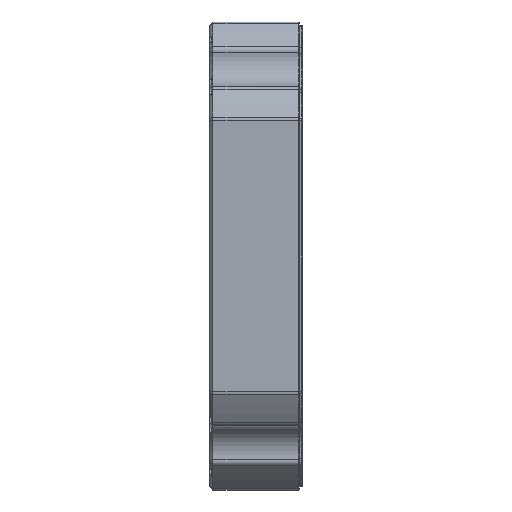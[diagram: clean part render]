
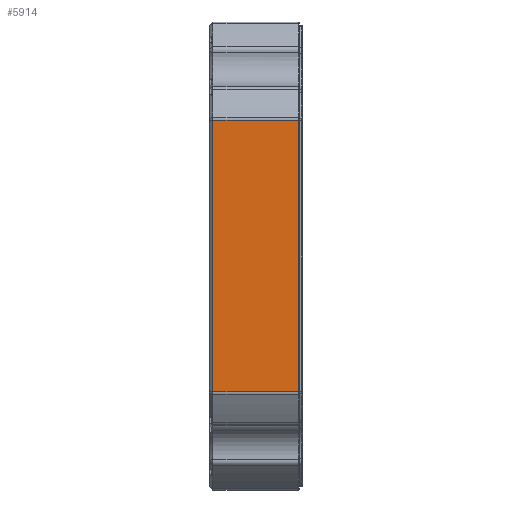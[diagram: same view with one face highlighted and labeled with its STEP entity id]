
A CAD part, left-side view. The second image highlights one B-rep face of the part: STEP entity #5914.
In plain terms, the highlighted planar face has unit normal (-1, 0, 0).
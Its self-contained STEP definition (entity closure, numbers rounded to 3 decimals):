
#835 = ORIENTED_EDGE ( 'NONE', *, *, #12366, .T. ) ;
#838 = ORIENTED_EDGE ( 'NONE', *, *, #12299, .T. ) ;
#846 = ORIENTED_EDGE ( 'NONE', *, *, #12350, .T. ) ;
#858 = ORIENTED_EDGE ( 'NONE', *, *, #12404, .T. ) ;
#2625 = CARTESIAN_POINT ( 'NONE',  ( -86.995, 12.95, 44.63 ) ) ;
#2630 = CARTESIAN_POINT ( 'NONE',  ( -86.995, 41., -44.63 ) ) ;
#2754 = CARTESIAN_POINT ( 'NONE',  ( -86.995, 41., 44.63 ) ) ;
#2780 = CARTESIAN_POINT ( 'NONE',  ( -86.995, 12.95, -44.63 ) ) ;
#2970 = LINE ( 'NONE', #2982, #4571 ) ;
#2971 = DIRECTION ( 'NONE',  ( 0., 0., 1. ) ) ;
#2982 = CARTESIAN_POINT ( 'NONE',  ( -86.995, 12.95, 44.63 ) ) ;
#3011 = LINE ( 'NONE', #3017, #4602 ) ;
#3017 = CARTESIAN_POINT ( 'NONE',  ( -86.995, 41., -44.63 ) ) ;
#3039 = DIRECTION ( 'NONE',  ( 0., 0., -1. ) ) ;
#3223 = LINE ( 'NONE', #3267, #4617 ) ;
#3225 = DIRECTION ( 'NONE',  ( 0., 1., 0. ) ) ;
#3267 = CARTESIAN_POINT ( 'NONE',  ( -86.995, 42., 44.63 ) ) ;
#3709 = LINE ( 'NONE', #3763, #4495 ) ;
#3732 = DIRECTION ( 'NONE',  ( 0., -1., 0. ) ) ;
#3763 = CARTESIAN_POINT ( 'NONE',  ( -86.995, 12.7, -44.63 ) ) ;
#4495 = VECTOR ( 'NONE', #3732, 1000. ) ;
#4571 = VECTOR ( 'NONE', #2971, 1000. ) ;
#4602 = VECTOR ( 'NONE', #3039, 1000. ) ;
#4617 = VECTOR ( 'NONE', #3225, 1000. ) ;
#5914 = ADVANCED_FACE ( 'NONE', ( #8629 ), #8616, .F. ) ;
#8616 = PLANE ( 'NONE',  #13609 ) ;
#8629 = FACE_OUTER_BOUND ( 'NONE', #19577, .T. ) ;
#8634 = CARTESIAN_POINT ( 'NONE',  ( -86.995, 42., -78.003 ) ) ;
#8645 = DIRECTION ( 'NONE',  ( 1., 0., 0. ) ) ;
#8653 = DIRECTION ( 'NONE',  ( 0., 0., -1. ) ) ;
#12299 = EDGE_CURVE ( 'NONE', #15726, #15820, #3709, .T. ) ;
#12350 = EDGE_CURVE ( 'NONE', #15820, #15668, #2970, .T. ) ;
#12366 = EDGE_CURVE ( 'NONE', #15792, #15726, #3011, .T. ) ;
#12404 = EDGE_CURVE ( 'NONE', #15668, #15792, #3223, .T. ) ;
#13609 = AXIS2_PLACEMENT_3D ( 'NONE', #8634, #8645, #8653 ) ;
#15668 = VERTEX_POINT ( 'NONE', #2625 ) ;
#15726 = VERTEX_POINT ( 'NONE', #2630 ) ;
#15792 = VERTEX_POINT ( 'NONE', #2754 ) ;
#15820 = VERTEX_POINT ( 'NONE', #2780 ) ;
#19577 = EDGE_LOOP ( 'NONE', ( #838, #846, #858, #835 ) ) ;
